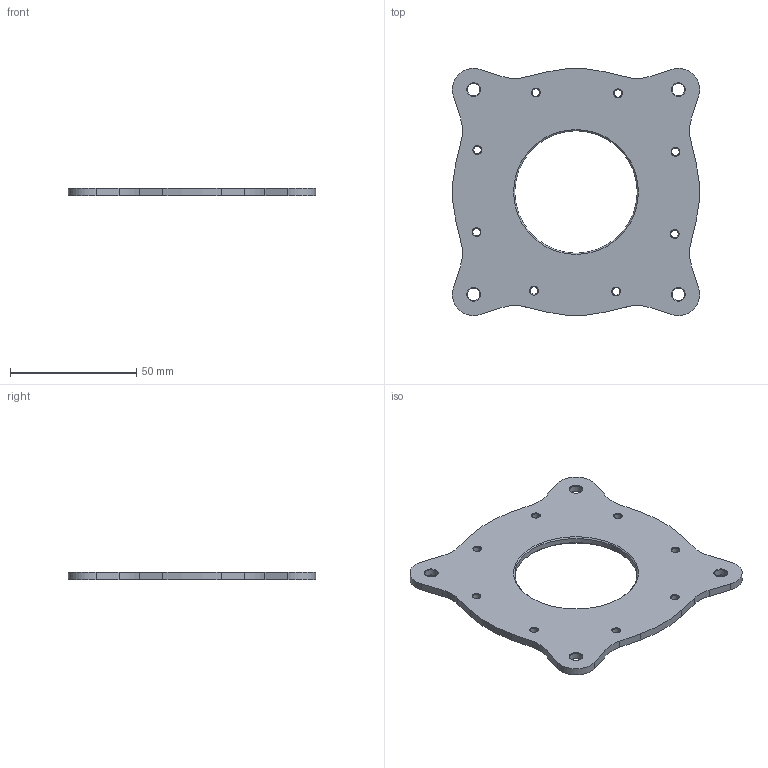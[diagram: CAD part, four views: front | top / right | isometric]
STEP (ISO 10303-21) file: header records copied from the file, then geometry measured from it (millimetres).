
FILE_DESCRIPTION(/* description */ (''),/* implementation_level */ '2;1');
FILE_NAME(/* name */ 'Motor_Base_Plate_Top v1.step',/* time_stamp */ '2024-11-15T09:09:54+11:00',/* author */ (''),/* organization */ (''),/* preprocessor_version */ 'ST-DEVELOPER v20',/* originating_system */ 'Autodesk Translation Framework v13.20.0.188',/* authorisation */ '');
FILE_SCHEMA (('AUTOMOTIVE_DESIGN { 1 0 10303 214 3 1 1 }'));
Length unit declared in the file: millimetre
Products named in the file (1): Motor_Base_Plate_Top v1
Bounding box: 97.99 x 97.99 x 3 mm (x, y, z)
Volume: 20788.1 mm3; surface area: 15791.3 mm2
Topology: 1 solids, 1 shells, 73 faces, 187 edges, 116 vertices
Faces by surface type: cylinder 29, cone 26, plane 18
Full cylindrical faces by diameter (mm): 3 x8, 5 x4, 48.5 x1
Entity records: 2302 total; most frequent: DIRECTION 419, CARTESIAN_POINT 377, ORIENTED_EDGE 374, EDGE_CURVE 187, AXIS2_PLACEMENT_3D 158, VERTEX_POINT 116, LINE 103, VECTOR 103
